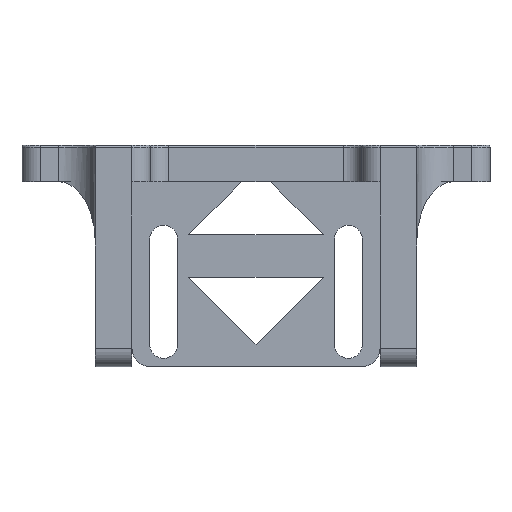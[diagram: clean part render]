
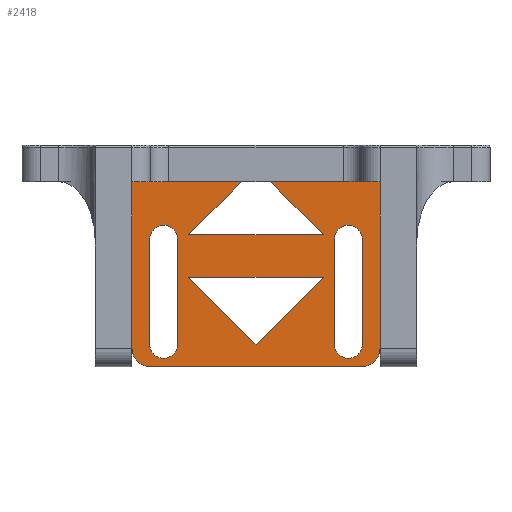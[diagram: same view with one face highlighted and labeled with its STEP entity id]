
A CAD part, left-side view. The second image highlights one B-rep face of the part: STEP entity #2418.
In plain terms, the highlighted planar face has unit normal (-1, 0, 0).
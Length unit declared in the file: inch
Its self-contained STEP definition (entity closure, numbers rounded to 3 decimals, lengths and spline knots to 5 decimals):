
#49=FACE_BOUND('',#402,.T.);
#50=FACE_BOUND('',#403,.T.);
#51=FACE_BOUND('',#404,.T.);
#253=FACE_OUTER_BOUND('',#401,.T.);
#401=EDGE_LOOP('',(#2122,#2123,#2124,#2125,#2126,#2127,#2128,#2129,#2130,
#2131));
#402=EDGE_LOOP('',(#2132,#2133,#2134));
#403=EDGE_LOOP('',(#2135,#2136,#2137,#2138));
#404=EDGE_LOOP('',(#2139,#2140,#2141,#2142));
#512=CIRCLE('',#2673,0.125);
#513=CIRCLE('',#2676,0.125);
#514=CIRCLE('',#2679,0.09474);
#515=CIRCLE('',#2680,0.09474);
#516=CIRCLE('',#2681,0.09474);
#517=CIRCLE('',#2682,0.09474);
#538=LINE('',#3490,#769);
#539=LINE('',#3492,#770);
#701=LINE('',#3982,#932);
#704=LINE('',#3987,#935);
#720=LINE('',#4039,#951);
#723=LINE('',#4044,#954);
#729=LINE('',#4071,#960);
#732=LINE('',#4078,#963);
#734=LINE('',#4084,#965);
#735=LINE('',#4086,#966);
#736=LINE('',#4087,#967);
#737=LINE('',#4092,#968);
#738=LINE('',#4095,#969);
#739=LINE('',#4100,#970);
#740=LINE('',#4103,#971);
#769=VECTOR('',#2750,0.3937);
#770=VECTOR('',#2751,0.3937);
#932=VECTOR('',#3273,0.3937);
#935=VECTOR('',#3278,0.3937);
#951=VECTOR('',#3322,0.3937);
#954=VECTOR('',#3327,0.3937);
#960=VECTOR('',#3363,0.3937);
#963=VECTOR('',#3372,0.3937);
#965=VECTOR('',#3380,0.3937);
#966=VECTOR('',#3383,0.3937);
#967=VECTOR('',#3384,0.3937);
#968=VECTOR('',#3387,0.3937);
#969=VECTOR('',#3390,0.3937);
#970=VECTOR('',#3393,0.3937);
#971=VECTOR('',#3396,0.3937);
#986=VERTEX_POINT('',#3443);
#988=VERTEX_POINT('',#3446);
#1004=VERTEX_POINT('',#3488);
#1005=VERTEX_POINT('',#3491);
#1153=VERTEX_POINT('',#3981);
#1154=VERTEX_POINT('',#3985);
#1175=VERTEX_POINT('',#4036);
#1176=VERTEX_POINT('',#4038);
#1177=VERTEX_POINT('',#4042);
#1182=VERTEX_POINT('',#4068);
#1183=VERTEX_POINT('',#4070);
#1184=VERTEX_POINT('',#4074);
#1185=VERTEX_POINT('',#4080);
#1186=VERTEX_POINT('',#4088);
#1187=VERTEX_POINT('',#4089);
#1188=VERTEX_POINT('',#4091);
#1189=VERTEX_POINT('',#4093);
#1190=VERTEX_POINT('',#4096);
#1191=VERTEX_POINT('',#4097);
#1192=VERTEX_POINT('',#4099);
#1193=VERTEX_POINT('',#4101);
#1222=EDGE_CURVE('',#986,#1004,#538,.T.);
#1223=EDGE_CURVE('',#1005,#988,#539,.T.);
#1470=EDGE_CURVE('',#1153,#986,#701,.T.);
#1473=EDGE_CURVE('',#988,#1154,#704,.T.);
#1498=EDGE_CURVE('',#1176,#1175,#720,.T.);
#1501=EDGE_CURVE('',#1175,#1177,#723,.T.);
#1515=EDGE_CURVE('',#1182,#1183,#729,.T.);
#1518=EDGE_CURVE('',#1184,#1182,#512,.T.);
#1519=EDGE_CURVE('',#1184,#1005,#732,.T.);
#1520=EDGE_CURVE('',#1183,#1185,#513,.T.);
#1522=EDGE_CURVE('',#1185,#1004,#734,.T.);
#1523=EDGE_CURVE('',#1154,#1153,#735,.T.);
#1524=EDGE_CURVE('',#1177,#1176,#736,.T.);
#1525=EDGE_CURVE('',#1186,#1187,#514,.T.);
#1526=EDGE_CURVE('',#1187,#1188,#737,.T.);
#1527=EDGE_CURVE('',#1188,#1189,#515,.T.);
#1528=EDGE_CURVE('',#1189,#1186,#738,.T.);
#1529=EDGE_CURVE('',#1190,#1191,#516,.T.);
#1530=EDGE_CURVE('',#1191,#1192,#739,.T.);
#1531=EDGE_CURVE('',#1192,#1193,#517,.T.);
#1532=EDGE_CURVE('',#1193,#1190,#740,.T.);
#2122=ORIENTED_EDGE('',*,*,#1222,.T.);
#2123=ORIENTED_EDGE('',*,*,#1522,.F.);
#2124=ORIENTED_EDGE('',*,*,#1520,.F.);
#2125=ORIENTED_EDGE('',*,*,#1515,.F.);
#2126=ORIENTED_EDGE('',*,*,#1518,.F.);
#2127=ORIENTED_EDGE('',*,*,#1519,.T.);
#2128=ORIENTED_EDGE('',*,*,#1223,.T.);
#2129=ORIENTED_EDGE('',*,*,#1473,.T.);
#2130=ORIENTED_EDGE('',*,*,#1523,.T.);
#2131=ORIENTED_EDGE('',*,*,#1470,.T.);
#2132=ORIENTED_EDGE('',*,*,#1501,.T.);
#2133=ORIENTED_EDGE('',*,*,#1524,.T.);
#2134=ORIENTED_EDGE('',*,*,#1498,.T.);
#2135=ORIENTED_EDGE('',*,*,#1525,.T.);
#2136=ORIENTED_EDGE('',*,*,#1526,.T.);
#2137=ORIENTED_EDGE('',*,*,#1527,.T.);
#2138=ORIENTED_EDGE('',*,*,#1528,.T.);
#2139=ORIENTED_EDGE('',*,*,#1529,.T.);
#2140=ORIENTED_EDGE('',*,*,#1530,.T.);
#2141=ORIENTED_EDGE('',*,*,#1531,.T.);
#2142=ORIENTED_EDGE('',*,*,#1532,.T.);
#2288=PLANE('',#2678);
#2418=ADVANCED_FACE('',(#253,#49,#50,#51),#2288,.T.);
#2673=AXIS2_PLACEMENT_3D('',#4076,#3368,#3369);
#2676=AXIS2_PLACEMENT_3D('',#4081,#3375,#3376);
#2678=AXIS2_PLACEMENT_3D('',#4085,#3381,#3382);
#2679=AXIS2_PLACEMENT_3D('',#4090,#3385,#3386);
#2680=AXIS2_PLACEMENT_3D('',#4094,#3388,#3389);
#2681=AXIS2_PLACEMENT_3D('',#4098,#3391,#3392);
#2682=AXIS2_PLACEMENT_3D('',#4102,#3394,#3395);
#2750=DIRECTION('',(0.,1.,0.));
#2751=DIRECTION('',(0.,1.,0.));
#3273=DIRECTION('',(0.,-0.707,0.707));
#3278=DIRECTION('',(0.,-0.707,-0.707));
#3322=DIRECTION('',(0.,-1.,0.));
#3327=DIRECTION('',(0.,0.707,-0.707));
#3363=DIRECTION('',(0.,1.,0.));
#3368=DIRECTION('center_axis',(1.,0.,0.));
#3369=DIRECTION('ref_axis',(0.,-0.707,-0.707));
#3372=DIRECTION('',(0.,0.,1.));
#3375=DIRECTION('center_axis',(1.,0.,0.));
#3376=DIRECTION('ref_axis',(0.,0.707,-0.707));
#3380=DIRECTION('',(0.,0.,1.));
#3381=DIRECTION('center_axis',(-1.,0.,0.));
#3382=DIRECTION('ref_axis',(0.,1.,0.));
#3383=DIRECTION('',(0.,1.,0.));
#3384=DIRECTION('',(0.,0.707,0.707));
#3385=DIRECTION('center_axis',(1.,0.,0.));
#3386=DIRECTION('ref_axis',(0.,-1.,0.));
#3387=DIRECTION('',(0.,0.,-1.));
#3388=DIRECTION('center_axis',(1.,0.,0.));
#3389=DIRECTION('ref_axis',(0.,1.,0.));
#3390=DIRECTION('',(0.,0.,1.));
#3391=DIRECTION('center_axis',(1.,0.,0.));
#3392=DIRECTION('ref_axis',(0.,1.,0.));
#3393=DIRECTION('',(0.,0.,1.));
#3394=DIRECTION('center_axis',(1.,0.,0.));
#3395=DIRECTION('ref_axis',(0.,-1.,0.));
#3396=DIRECTION('',(0.,0.,-1.));
#3443=CARTESIAN_POINT('',(0.84646,0.1,2.61102));
#3446=CARTESIAN_POINT('',(0.84646,-0.1,2.61102));
#3488=CARTESIAN_POINT('',(0.84646,0.84646,2.61102));
#3490=CARTESIAN_POINT('',(0.84646,-0.42323,2.61102));
#3491=CARTESIAN_POINT('',(0.84646,-0.84646,2.61102));
#3492=CARTESIAN_POINT('',(0.84646,-0.42323,2.61102));
#3981=CARTESIAN_POINT('',(0.84646,0.45962,2.2514));
#3982=CARTESIAN_POINT('',(0.84646,0.,2.71102));
#3985=CARTESIAN_POINT('',(0.84646,-0.45962,2.2514));
#3987=CARTESIAN_POINT('',(0.84646,0.,2.71102));
#4036=CARTESIAN_POINT('',(0.84646,-0.45962,1.95942));
#4038=CARTESIAN_POINT('',(0.84646,0.45962,1.95942));
#4039=CARTESIAN_POINT('',(0.84646,0.45962,1.95942));
#4042=CARTESIAN_POINT('',(0.84646,0.,1.4998));
#4044=CARTESIAN_POINT('',(0.84646,0.,1.4998));
#4068=CARTESIAN_POINT('',(0.84646,-0.72146,1.3498));
#4070=CARTESIAN_POINT('',(0.84646,0.72146,1.3498));
#4071=CARTESIAN_POINT('',(0.84646,-0.84646,1.3498));
#4074=CARTESIAN_POINT('',(0.84646,-0.84646,1.4748));
#4076=CARTESIAN_POINT('Origin',(0.84646,-0.72146,1.4748));
#4078=CARTESIAN_POINT('',(0.84646,-0.84646,1.3498));
#4080=CARTESIAN_POINT('',(0.84646,0.84646,1.4748));
#4081=CARTESIAN_POINT('Origin',(0.84646,0.72146,1.4748));
#4084=CARTESIAN_POINT('',(0.84646,0.84646,1.3498));
#4085=CARTESIAN_POINT('Origin',(0.84646,0.,
2.10541));
#4086=CARTESIAN_POINT('',(0.84646,0.45962,2.2514));
#4087=CARTESIAN_POINT('',(0.84646,0.,1.4998));
#4088=CARTESIAN_POINT('',(0.84646,-0.53518,2.21988));
#4089=CARTESIAN_POINT('',(0.84646,-0.72466,2.21988));
#4090=CARTESIAN_POINT('Origin',(0.84646,-0.62992,2.21988));
#4091=CARTESIAN_POINT('',(0.84646,-0.72466,1.50236));
#4092=CARTESIAN_POINT('',(0.84646,-0.72466,2.21988));
#4093=CARTESIAN_POINT('',(0.84646,-0.53518,1.50236));
#4094=CARTESIAN_POINT('Origin',(0.84646,-0.62992,1.50236));
#4095=CARTESIAN_POINT('',(0.84646,-0.53518,1.50236));
#4096=CARTESIAN_POINT('',(0.84646,0.53518,1.50236));
#4097=CARTESIAN_POINT('',(0.84646,0.72466,1.50236));
#4098=CARTESIAN_POINT('Origin',(0.84646,0.62992,1.50236));
#4099=CARTESIAN_POINT('',(0.84646,0.72466,2.21988));
#4100=CARTESIAN_POINT('',(0.84646,0.72466,2.21988));
#4101=CARTESIAN_POINT('',(0.84646,0.53518,2.21988));
#4102=CARTESIAN_POINT('Origin',(0.84646,0.62992,2.21988));
#4103=CARTESIAN_POINT('',(0.84646,0.53518,1.50236));
